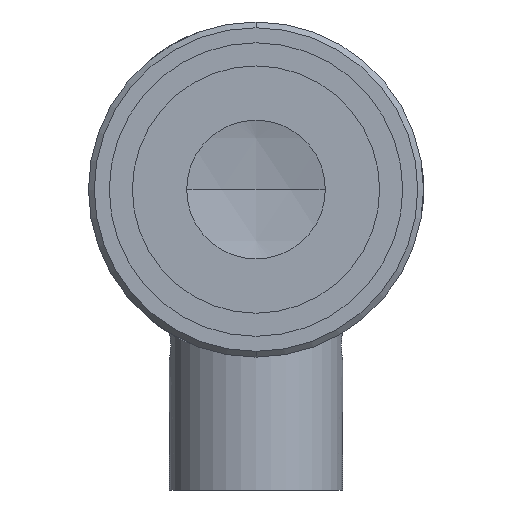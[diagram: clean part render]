
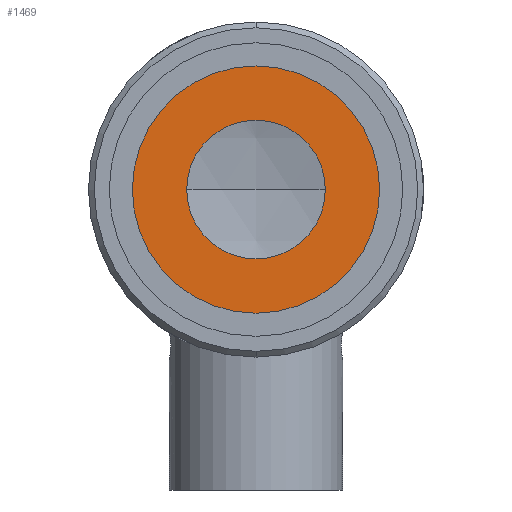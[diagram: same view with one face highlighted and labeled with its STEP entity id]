
A CAD part, front view. The second image highlights one B-rep face of the part: STEP entity #1469.
In plain terms, the highlighted planar face has unit normal (0, -1, 0).
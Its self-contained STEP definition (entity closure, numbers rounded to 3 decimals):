
#27 = CIRCLE ( 'NONE', #132, 6. ) ;
#105 = AXIS2_PLACEMENT_3D ( 'NONE', #2825, #2915, #2931 ) ;
#127 = CIRCLE ( 'NONE', #2996, 11.5 ) ;
#132 = AXIS2_PLACEMENT_3D ( 'NONE', #1418, #1689, #1478 ) ;
#140 = EDGE_LOOP ( 'NONE', ( #1405, #2429 ) ) ;
#197 = VERTEX_POINT ( 'NONE', #1106 ) ;
#221 = VERTEX_POINT ( 'NONE', #333 ) ;
#232 = CARTESIAN_POINT ( 'NONE',  ( 0., -83.27, 11.5 ) ) ;
#290 = EDGE_CURVE ( 'NONE', #221, #2762, #27, .T. ) ;
#333 = CARTESIAN_POINT ( 'NONE',  ( 0., -83.27, 6. ) ) ;
#595 = CIRCLE ( 'NONE', #3384, 11.5 ) ;
#742 = EDGE_CURVE ( 'NONE', #1459, #197, #127, .T. ) ;
#942 = EDGE_CURVE ( 'NONE', #197, #1459, #595, .T. ) ;
#949 = PLANE ( 'NONE',  #105 ) ;
#997 = CARTESIAN_POINT ( 'NONE',  ( 0., -83.27, -6. ) ) ;
#1039 = DIRECTION ( 'NONE',  ( 0., 1., 0. ) ) ;
#1062 = DIRECTION ( 'NONE',  ( 0., 1., 0. ) ) ;
#1091 = DIRECTION ( 'NONE',  ( 0., 0., 1. ) ) ;
#1102 = FACE_OUTER_BOUND ( 'NONE', #2015, .T. ) ;
#1106 = CARTESIAN_POINT ( 'NONE',  ( 0., -83.27, -11.5 ) ) ;
#1184 = CARTESIAN_POINT ( 'NONE',  ( 0., -83.27, 0. ) ) ;
#1405 = ORIENTED_EDGE ( 'NONE', *, *, #290, .T. ) ;
#1418 = CARTESIAN_POINT ( 'NONE',  ( 0., -83.27, 0. ) ) ;
#1459 = VERTEX_POINT ( 'NONE', #232 ) ;
#1469 = ADVANCED_FACE ( 'NONE', ( #3037, #1102 ), #949, .T. ) ;
#1478 = DIRECTION ( 'NONE',  ( 0., 0., 1. ) ) ;
#1494 = ORIENTED_EDGE ( 'NONE', *, *, #942, .F. ) ;
#1509 = CARTESIAN_POINT ( 'NONE',  ( 0., -83.27, 0. ) ) ;
#1551 = DIRECTION ( 'NONE',  ( 0., 1., 0. ) ) ;
#1689 = DIRECTION ( 'NONE',  ( 0., 1., 0. ) ) ;
#1754 = CARTESIAN_POINT ( 'NONE',  ( 0., -83.27, 0. ) ) ;
#1913 = ORIENTED_EDGE ( 'NONE', *, *, #742, .F. ) ;
#1977 = DIRECTION ( 'NONE',  ( 0., 0., 1. ) ) ;
#2015 = EDGE_LOOP ( 'NONE', ( #1913, #1494 ) ) ;
#2044 = DIRECTION ( 'NONE',  ( 0., 0., 1. ) ) ;
#2429 = ORIENTED_EDGE ( 'NONE', *, *, #2533, .T. ) ;
#2533 = EDGE_CURVE ( 'NONE', #2762, #221, #3068, .T. ) ;
#2592 = AXIS2_PLACEMENT_3D ( 'NONE', #1754, #1039, #2044 ) ;
#2762 = VERTEX_POINT ( 'NONE', #997 ) ;
#2825 = CARTESIAN_POINT ( 'NONE',  ( -11.5, -83.27, 0. ) ) ;
#2915 = DIRECTION ( 'NONE',  ( 0., -1., 0. ) ) ;
#2931 = DIRECTION ( 'NONE',  ( 0., 0., -1. ) ) ;
#2996 = AXIS2_PLACEMENT_3D ( 'NONE', #1184, #1062, #1091 ) ;
#3037 = FACE_BOUND ( 'NONE', #140, .T. ) ;
#3068 = CIRCLE ( 'NONE', #2592, 6. ) ;
#3384 = AXIS2_PLACEMENT_3D ( 'NONE', #1509, #1551, #1977 ) ;
